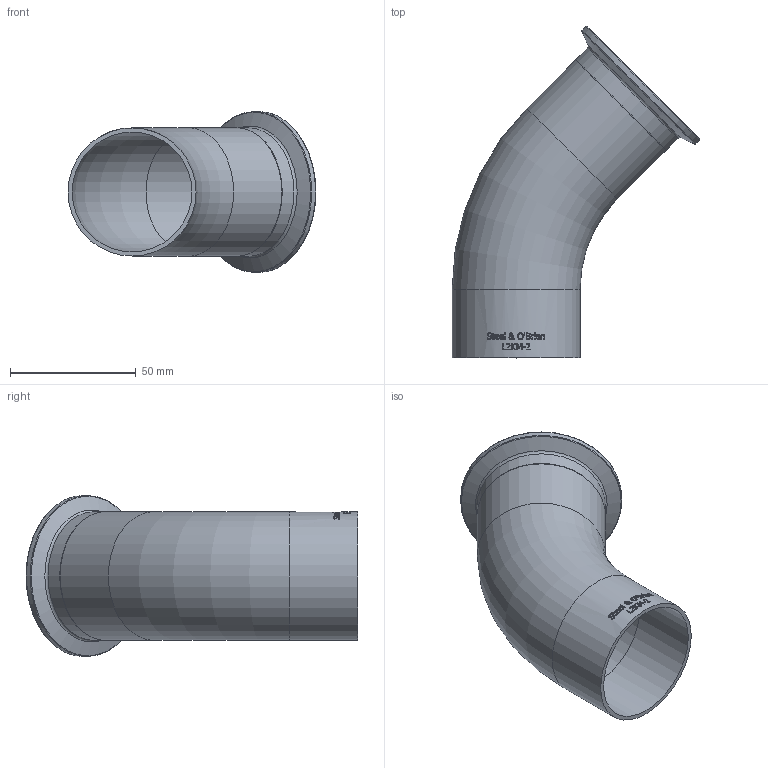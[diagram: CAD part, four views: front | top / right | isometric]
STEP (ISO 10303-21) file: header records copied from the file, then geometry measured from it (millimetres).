
FILE_DESCRIPTION(/* description */ (''),/* implementation_level */ '2;1');
FILE_NAME(/* name */ 'L2KM-2.stp',/* time_stamp */ '2021-11-08T14:39:39-05:00',/* author */ ('rick'),/* organization */ (''),/* preprocessor_version */ 'ST-DEVELOPER v18.1',/* originating_system */ 'Autodesk Inventor 2020',/* authorisation */ '');
FILE_SCHEMA (('AUTOMOTIVE_DESIGN { 1 0 10303 214 3 1 1 }'));
Length unit declared in the file: inch
Products named in the file (1): L2KM-2
Bounding box: 98.36 x 131.71 x 63.91 mm (x, y, z)
Volume: 36463.9 mm3; surface area: 42166.7 mm2
Topology: 1 solids, 1 shells, 321 faces, 882 edges, 594 vertices
Faces by surface type: bspline 141, plane 132, cylinder 35, torus 10, cone 3
Full cylindrical faces by diameter (mm): 47.498 x3, 50.8 x3, 63.906 x1
Entity records: 13388 total; most frequent: CARTESIAN_POINT 5856, ORIENTED_EDGE 1764, DIRECTION 1178, EDGE_CURVE 882, VERTEX_POINT 594, AXIS2_PLACEMENT_3D 397, LINE 384, VECTOR 384
